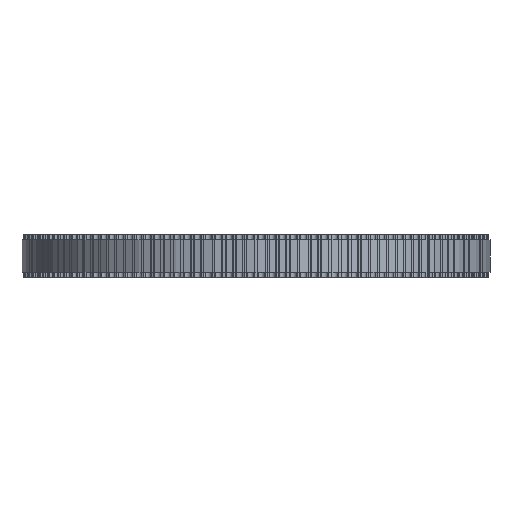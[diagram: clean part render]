
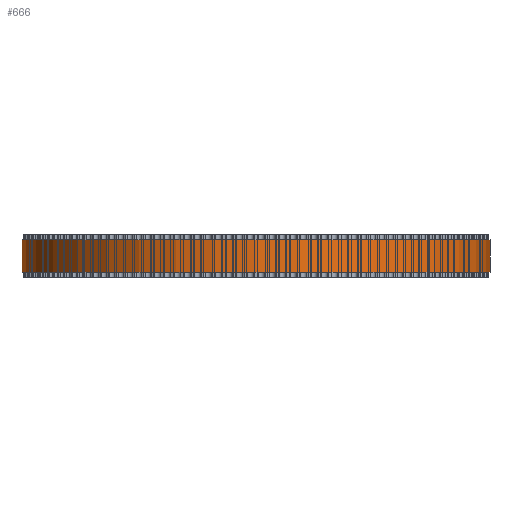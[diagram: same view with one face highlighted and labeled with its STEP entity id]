
A CAD part, front view. The second image highlights one B-rep face of the part: STEP entity #666.
In plain terms, the highlighted cylindrical face has radius 43.29 mm (diameter 86.58 mm), a full revolution.
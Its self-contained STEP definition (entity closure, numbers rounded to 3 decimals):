
#97=FACE_BOUND('',#2304,.T.);
#98=FACE_BOUND('',#2305,.T.);
#666=ADVANCED_FACE('',(#97,#98),#1211,.T.);
#1211=CYLINDRICAL_SURFACE('',#12111,43.29);
#2304=EDGE_LOOP('',(#6658));
#2305=EDGE_LOOP('',(#6659));
#6658=ORIENTED_EDGE('',*,*,#9382,.T.);
#6659=ORIENTED_EDGE('',*,*,#9383,.T.);
#7748=VERTEX_POINT('',#19200);
#7749=VERTEX_POINT('',#19202);
#9382=EDGE_CURVE('',#7748,#7748,#10472,.T.);
#9383=EDGE_CURVE('',#7749,#7749,#10473,.T.);
#10472=CIRCLE('',#12109,43.29);
#10473=CIRCLE('',#12110,43.29);
#12109=AXIS2_PLACEMENT_3D('',#19199,#15926,#15927);
#12110=AXIS2_PLACEMENT_3D('',#19201,#15928,#15929);
#12111=AXIS2_PLACEMENT_3D('',#19203,#15930,#15931);
#15926=DIRECTION('',(0.,0.,1.));
#15927=DIRECTION('',(1.,0.,0.));
#15928=DIRECTION('',(0.,0.,-1.));
#15929=DIRECTION('',(1.,0.,0.));
#15930=DIRECTION('',(0.,0.,1.));
#15931=DIRECTION('',(1.,0.,0.));
#19199=CARTESIAN_POINT('',(0.,0.,1.));
#19200=CARTESIAN_POINT('',(43.29,0.,1.));
#19201=CARTESIAN_POINT('',(0.,0.,7.));
#19202=CARTESIAN_POINT('',(43.29,0.,7.));
#19203=CARTESIAN_POINT('',(0.,0.,1.));
